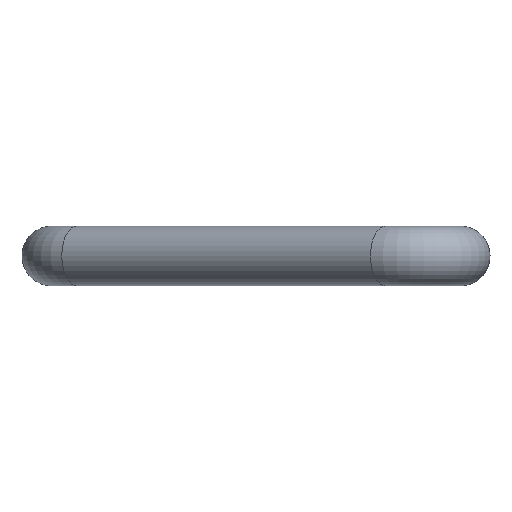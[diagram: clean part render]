
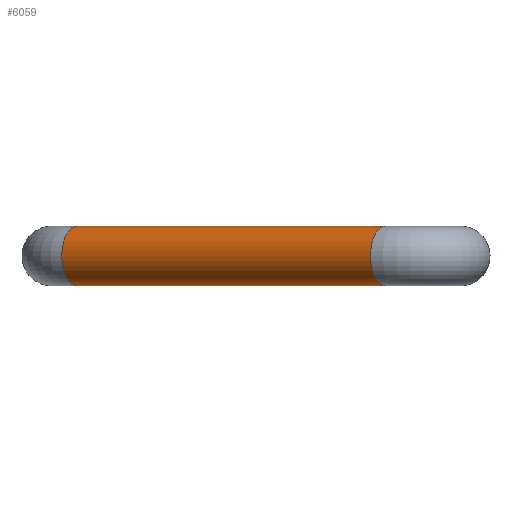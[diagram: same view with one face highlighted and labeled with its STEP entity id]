
A CAD part, left-side view. The second image highlights one B-rep face of the part: STEP entity #6059.
In plain terms, the highlighted cylindrical face has radius 3 mm (diameter 6 mm), a full revolution.
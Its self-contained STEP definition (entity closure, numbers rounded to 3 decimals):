
#254 = AXIS2_PLACEMENT_3D ( 'NONE', #5374, #8074, #8155 ) ;
#1164 = DIRECTION ( 'NONE',  ( 0., 0., -1. ) ) ;
#2858 = CIRCLE ( 'NONE', #9485, 3. ) ;
#3012 = CARTESIAN_POINT ( 'NONE',  ( -4.33, 41.5, 0. ) ) ;
#4168 = CARTESIAN_POINT ( 'NONE',  ( -4.33, 41.5, -3. ) ) ;
#4688 = DIRECTION ( 'NONE',  ( 0., 0., -1. ) ) ;
#4690 = FACE_OUTER_BOUND ( 'NONE', #9617, .T. ) ;
#4966 = CYLINDRICAL_SURFACE ( 'NONE', #254, 3. ) ;
#5041 = VERTEX_POINT ( 'NONE', #4168 ) ;
#5374 = CARTESIAN_POINT ( 'NONE',  ( -4.33, 41.5, 0. ) ) ;
#5584 = ORIENTED_EDGE ( 'NONE', *, *, #10364, .F. ) ;
#5977 = CARTESIAN_POINT ( 'NONE',  ( -22.228, 10.5, -3. ) ) ;
#6059 = ADVANCED_FACE ( 'NONE', ( #4690, #7309 ), #4966, .T. ) ;
#6508 = DIRECTION ( 'NONE',  ( -0.5, -0.866, 0. ) ) ;
#7309 = FACE_OUTER_BOUND ( 'NONE', #7574, .T. ) ;
#7574 = EDGE_LOOP ( 'NONE', ( #5584 ) ) ;
#8074 = DIRECTION ( 'NONE',  ( -0.5, -0.866, 0. ) ) ;
#8155 = DIRECTION ( 'NONE',  ( 0.866, -0.5, 0. ) ) ;
#8478 = VERTEX_POINT ( 'NONE', #5977 ) ;
#9125 = ORIENTED_EDGE ( 'NONE', *, *, #9747, .T. ) ;
#9161 = DIRECTION ( 'NONE',  ( -0.5, -0.866, 0. ) ) ;
#9339 = AXIS2_PLACEMENT_3D ( 'NONE', #3012, #9161, #4688 ) ;
#9485 = AXIS2_PLACEMENT_3D ( 'NONE', #10759, #6508, #1164 ) ;
#9617 = EDGE_LOOP ( 'NONE', ( #9125 ) ) ;
#9747 = EDGE_CURVE ( 'NONE', #5041, #5041, #10309, .T. ) ;
#10309 = CIRCLE ( 'NONE', #9339, 3. ) ;
#10364 = EDGE_CURVE ( 'NONE', #8478, #8478, #2858, .T. ) ;
#10759 = CARTESIAN_POINT ( 'NONE',  ( -22.228, 10.5, 0. ) ) ;
